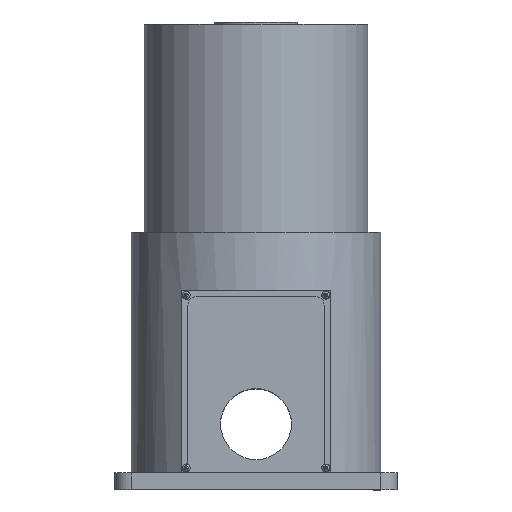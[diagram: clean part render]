
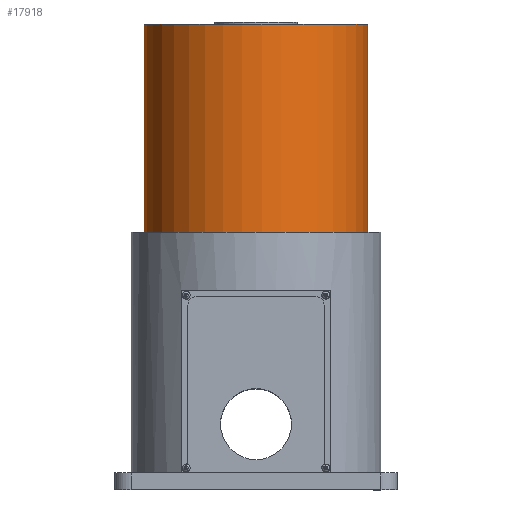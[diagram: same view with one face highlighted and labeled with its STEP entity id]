
A CAD part, top view. The second image highlights one B-rep face of the part: STEP entity #17918.
In plain terms, the highlighted cylindrical face has radius 135 mm (diameter 270 mm), a partial arc.
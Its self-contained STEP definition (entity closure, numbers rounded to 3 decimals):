
#440 = CARTESIAN_POINT ( 'NONE',  ( -135., 0., 0. ) ) ;
#1022 = ORIENTED_EDGE ( 'NONE', *, *, #3387, .T. ) ;
#1392 = DIRECTION ( 'NONE',  ( 0., 1., 0. ) ) ;
#2659 = LINE ( 'NONE', #9615, #15870 ) ;
#3387 = EDGE_CURVE ( 'NONE', #11152, #18226, #22021, .T. ) ;
#4262 = CYLINDRICAL_SURFACE ( 'NONE', #14731, 135. ) ;
#4633 = DIRECTION ( 'NONE',  ( 0., 1., 0. ) ) ;
#6190 = DIRECTION ( 'NONE',  ( 0., 1., 0. ) ) ;
#6534 = CARTESIAN_POINT ( 'NONE',  ( 0., 250., 0. ) ) ;
#6840 = CIRCLE ( 'NONE', #7546, 135. ) ;
#7222 = CARTESIAN_POINT ( 'NONE',  ( 0., 0., 0. ) ) ;
#7546 = AXIS2_PLACEMENT_3D ( 'NONE', #6534, #1392, #8685 ) ;
#8685 = DIRECTION ( 'NONE',  ( 1., 0., 0. ) ) ;
#8716 = DIRECTION ( 'NONE',  ( 1., 0., 0. ) ) ;
#8810 = CARTESIAN_POINT ( 'NONE',  ( 135., 250., 0. ) ) ;
#9054 = LINE ( 'NONE', #21379, #16604 ) ;
#9250 = CARTESIAN_POINT ( 'NONE',  ( 0., 0., 0. ) ) ;
#9615 = CARTESIAN_POINT ( 'NONE',  ( -135., 0., 0. ) ) ;
#11152 = VERTEX_POINT ( 'NONE', #15240 ) ;
#11370 = ORIENTED_EDGE ( 'NONE', *, *, #12989, .T. ) ;
#12778 = EDGE_CURVE ( 'NONE', #11152, #21337, #9054, .T. ) ;
#12989 = EDGE_CURVE ( 'NONE', #18226, #20520, #2659, .T. ) ;
#13639 = EDGE_CURVE ( 'NONE', #21337, #20520, #6840, .T. ) ;
#14731 = AXIS2_PLACEMENT_3D ( 'NONE', #9250, #6190, #19863 ) ;
#14785 = ORIENTED_EDGE ( 'NONE', *, *, #13639, .F. ) ;
#15240 = CARTESIAN_POINT ( 'NONE',  ( 135., 0., 0. ) ) ;
#15870 = VECTOR ( 'NONE', #4633, 1000. ) ;
#16604 = VECTOR ( 'NONE', #17717, 1000. ) ;
#17278 = AXIS2_PLACEMENT_3D ( 'NONE', #7222, #17390, #8716 ) ;
#17390 = DIRECTION ( 'NONE',  ( 0., 1., 0. ) ) ;
#17717 = DIRECTION ( 'NONE',  ( 0., 1., 0. ) ) ;
#17918 = ADVANCED_FACE ( 'NONE', ( #19977 ), #4262, .T. ) ;
#18226 = VERTEX_POINT ( 'NONE', #440 ) ;
#18603 = ORIENTED_EDGE ( 'NONE', *, *, #12778, .F. ) ;
#19455 = CARTESIAN_POINT ( 'NONE',  ( -135., 250., 0. ) ) ;
#19863 = DIRECTION ( 'NONE',  ( 1., 0., 0. ) ) ;
#19977 = FACE_OUTER_BOUND ( 'NONE', #20283, .T. ) ;
#20283 = EDGE_LOOP ( 'NONE', ( #1022, #11370, #14785, #18603 ) ) ;
#20520 = VERTEX_POINT ( 'NONE', #19455 ) ;
#21337 = VERTEX_POINT ( 'NONE', #8810 ) ;
#21379 = CARTESIAN_POINT ( 'NONE',  ( 135., 0., 0. ) ) ;
#22021 = CIRCLE ( 'NONE', #17278, 135. ) ;
